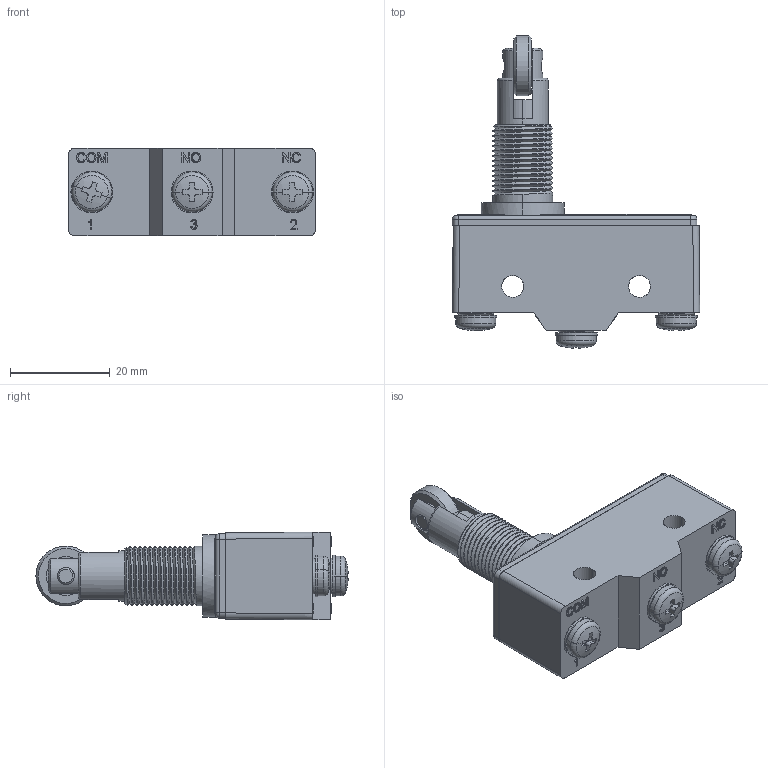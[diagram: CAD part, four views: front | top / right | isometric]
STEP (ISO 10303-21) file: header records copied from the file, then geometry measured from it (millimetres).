
FILE_DESCRIPTION (( 'STEP AP203' ), '1' );
FILE_NAME ('mj2-1308R.STEP', '2020-11-10T06:17:40', ( 'Windows 使用者' ), ( '' ), 'SwSTEP 2.0', 'SolidWorks 2013', '' );
FILE_SCHEMA (( 'CONFIG_CONTROL_DESIGN' ));
Length unit declared in the file: millimetre
Products named in the file (19): 8112368NL; 1280137; 8112001; 1280122; 1308186; 1280362; 1308015; 7101241; 1280202; 1308186R; 1307182; 1280005A; mj2-1308R; 1307010; 1280005B; 1307365; 1280005C; 1308006; 1280121
Assembly tree (21 placements, depth 3):
  mj2-1308R
    1280202
    1280005A
    1280005B
    1280005C
    1280121
    1280137
    1280122
    1280362  x2
    7101241  x3
    1307182
    1307010
    1307365
    1308006
    8112368NL
    8112001
    1308186R
      1308186
      1308015
Bounding box: 49.55 x 62.56 x 17.6 mm (x, y, z)
Volume: 14062.1 mm3; surface area: 18515.1 mm2
Topology: 23 solids, 23 shells, 2517 faces, 7141 edges, 4725 vertices
Faces by surface type: plane 1630, cylinder 735, bspline 64, cone 60, torus 20, sphere 8
Entity records: 84301 total; most frequent: CARTESIAN_POINT 20876, ORIENTED_EDGE 13334, DIRECTION 12205, EDGE_CURVE 6667, VECTOR 4927, LINE 4927, VERTEX_POINT 4421, AXIS2_PLACEMENT_3D 3639
